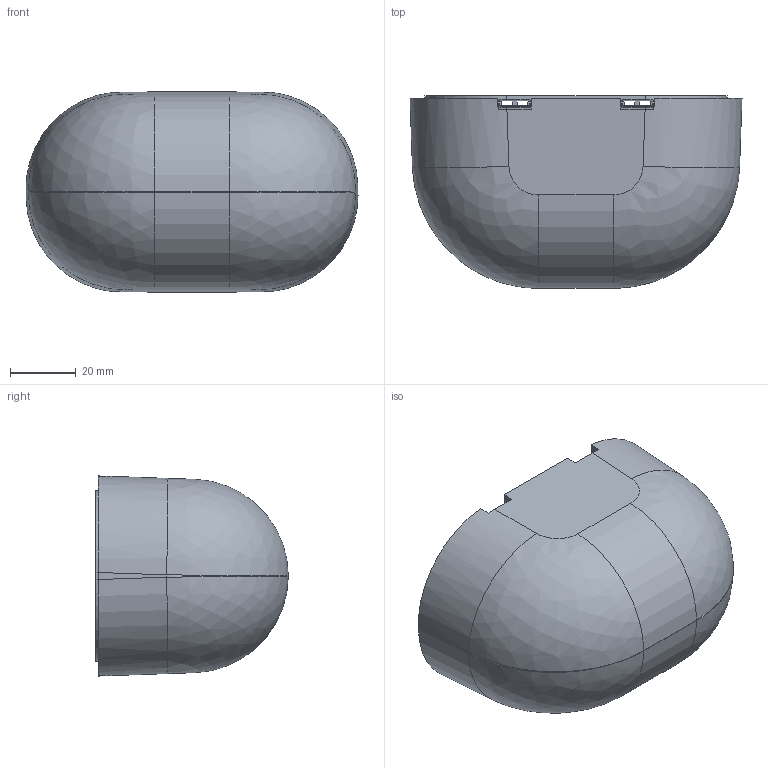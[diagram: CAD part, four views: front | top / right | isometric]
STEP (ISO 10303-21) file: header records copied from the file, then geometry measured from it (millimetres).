
FILE_DESCRIPTION((''),'2;1');
FILE_NAME('07B964_ASM_SW0001','2012-01-24T',('dhelisch'),(''),'PRO/ENGINEER BY PARAMETRIC TECHNOLOGY CORPORATION, 2007250','PRO/ENGINEER BY PARAMETRIC TECHNOLOGY CORPORATION, 2007250','');
FILE_SCHEMA(('CONFIG_CONTROL_DESIGN'));
Length unit declared in the file: millimetre
Products named in the file (1): 07B964_ASM_SW0001
Bounding box: 100.69 x 58.4 x 60.69 mm (x, y, z)
Volume: 69222.7 mm3; surface area: 42130.9 mm2
Topology: 1 solids, 1 shells, 279 faces, 841 edges, 545 vertices
Faces by surface type: plane 131, cylinder 96, cone 16, sphere 14, torus 14, bspline 8
Entity records: 13751 total; most frequent: CARTESIAN_POINT 3937, ORIENTED_EDGE 1654, DIRECTION 1348, PRESENTATION_STYLE_ASSIGNMENT 828, STYLED_ITEM 828, CURVE_STYLE 827, EDGE_CURVE 827, VERTEX_POINT 545
